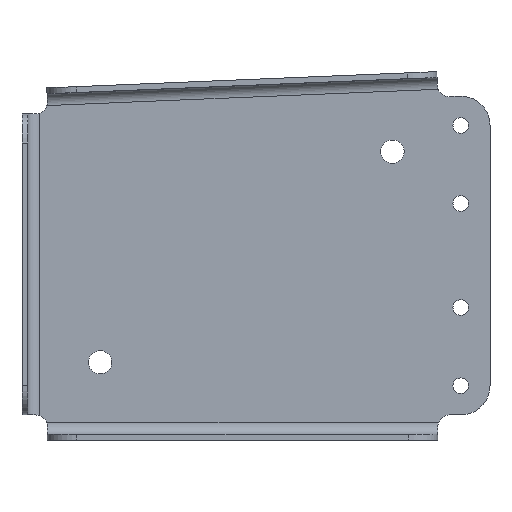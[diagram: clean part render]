
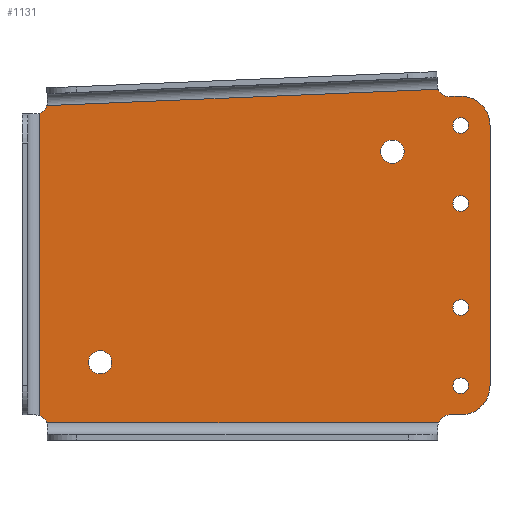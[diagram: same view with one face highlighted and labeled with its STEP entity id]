
A CAD part, top view. The second image highlights one B-rep face of the part: STEP entity #1131.
In plain terms, the highlighted planar face has unit normal (0, 0, 1).
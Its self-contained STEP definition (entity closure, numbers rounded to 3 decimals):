
#49=FACE_BOUND('',#204,.T.);
#50=FACE_BOUND('',#205,.T.);
#51=FACE_BOUND('',#206,.T.);
#52=FACE_BOUND('',#207,.T.);
#53=FACE_BOUND('',#208,.T.);
#54=FACE_BOUND('',#209,.T.);
#76=PLANE('',#1272);
#125=FACE_OUTER_BOUND('',#203,.T.);
#203=EDGE_LOOP('',(#947,#948,#949,#950,#951,#952,#953,#954,#955,#956,#957,
#958));
#204=EDGE_LOOP('',(#959));
#205=EDGE_LOOP('',(#960));
#206=EDGE_LOOP('',(#961));
#207=EDGE_LOOP('',(#962));
#208=EDGE_LOOP('',(#963));
#209=EDGE_LOOP('',(#964));
#269=LINE('',#1798,#347);
#295=LINE('',#1887,#373);
#296=LINE('',#1903,#374);
#298=LINE('',#1928,#376);
#299=LINE('',#1933,#377);
#300=LINE('',#1936,#378);
#347=VECTOR('',#1473,10.);
#373=VECTOR('',#1559,10.);
#374=VECTOR('',#1566,10.);
#376=VECTOR('',#1576,10.);
#377=VECTOR('',#1581,10.);
#378=VECTOR('',#1584,10.);
#401=CIRCLE('',#1185,3.);
#403=CIRCLE('',#1188,3.);
#405=CIRCLE('',#1191,2.);
#407=CIRCLE('',#1194,2.);
#409=CIRCLE('',#1197,2.);
#411=CIRCLE('',#1200,2.);
#430=CIRCLE('',#1233,7.5);
#448=CIRCLE('',#1263,7.5);
#449=CIRCLE('',#1266,3.);
#450=CIRCLE('',#1269,3.);
#452=CIRCLE('',#1273,3.);
#453=CIRCLE('',#1274,3.);
#477=VERTEX_POINT('',#1676);
#479=VERTEX_POINT('',#1682);
#481=VERTEX_POINT('',#1688);
#483=VERTEX_POINT('',#1694);
#485=VERTEX_POINT('',#1700);
#487=VERTEX_POINT('',#1706);
#515=VERTEX_POINT('',#1788);
#516=VERTEX_POINT('',#1790);
#518=VERTEX_POINT('',#1796);
#550=VERTEX_POINT('',#1881);
#551=VERTEX_POINT('',#1885);
#552=VERTEX_POINT('',#1889);
#553=VERTEX_POINT('',#1902);
#554=VERTEX_POINT('',#1906);
#556=VERTEX_POINT('',#1921);
#557=VERTEX_POINT('',#1930);
#558=VERTEX_POINT('',#1932);
#559=VERTEX_POINT('',#1934);
#589=EDGE_CURVE('',#477,#477,#401,.T.);
#592=EDGE_CURVE('',#479,#479,#403,.T.);
#595=EDGE_CURVE('',#481,#481,#405,.T.);
#598=EDGE_CURVE('',#483,#483,#407,.T.);
#601=EDGE_CURVE('',#485,#485,#409,.T.);
#604=EDGE_CURVE('',#487,#487,#411,.T.);
#645=EDGE_CURVE('',#515,#516,#430,.T.);
#649=EDGE_CURVE('',#518,#515,#269,.T.);
#690=EDGE_CURVE('',#550,#518,#448,.T.);
#693=EDGE_CURVE('',#550,#551,#295,.T.);
#694=EDGE_CURVE('',#551,#552,#449,.T.);
#697=EDGE_CURVE('',#553,#516,#296,.T.);
#699=EDGE_CURVE('',#554,#553,#450,.T.);
#704=EDGE_CURVE('',#552,#556,#298,.T.);
#705=EDGE_CURVE('',#556,#557,#452,.T.);
#706=EDGE_CURVE('',#557,#558,#299,.T.);
#707=EDGE_CURVE('',#558,#559,#453,.T.);
#708=EDGE_CURVE('',#559,#554,#300,.T.);
#947=ORIENTED_EDGE('',*,*,#645,.F.);
#948=ORIENTED_EDGE('',*,*,#649,.F.);
#949=ORIENTED_EDGE('',*,*,#690,.F.);
#950=ORIENTED_EDGE('',*,*,#693,.T.);
#951=ORIENTED_EDGE('',*,*,#694,.T.);
#952=ORIENTED_EDGE('',*,*,#704,.T.);
#953=ORIENTED_EDGE('',*,*,#705,.T.);
#954=ORIENTED_EDGE('',*,*,#706,.T.);
#955=ORIENTED_EDGE('',*,*,#707,.T.);
#956=ORIENTED_EDGE('',*,*,#708,.T.);
#957=ORIENTED_EDGE('',*,*,#699,.T.);
#958=ORIENTED_EDGE('',*,*,#697,.T.);
#959=ORIENTED_EDGE('',*,*,#589,.T.);
#960=ORIENTED_EDGE('',*,*,#592,.T.);
#961=ORIENTED_EDGE('',*,*,#595,.T.);
#962=ORIENTED_EDGE('',*,*,#598,.T.);
#963=ORIENTED_EDGE('',*,*,#601,.T.);
#964=ORIENTED_EDGE('',*,*,#604,.T.);
#1131=ADVANCED_FACE('',(#125,#49,#50,#51,#52,#53,#54),#76,.T.);
#1185=AXIS2_PLACEMENT_3D('',#1677,#1343,#1344);
#1188=AXIS2_PLACEMENT_3D('',#1683,#1350,#1351);
#1191=AXIS2_PLACEMENT_3D('',#1689,#1357,#1358);
#1194=AXIS2_PLACEMENT_3D('',#1695,#1364,#1365);
#1197=AXIS2_PLACEMENT_3D('',#1701,#1371,#1372);
#1200=AXIS2_PLACEMENT_3D('',#1707,#1378,#1379);
#1233=AXIS2_PLACEMENT_3D('',#1791,#1466,#1467);
#1263=AXIS2_PLACEMENT_3D('',#1882,#1553,#1554);
#1266=AXIS2_PLACEMENT_3D('',#1890,#1562,#1563);
#1269=AXIS2_PLACEMENT_3D('',#1907,#1570,#1571);
#1272=AXIS2_PLACEMENT_3D('',#1929,#1577,#1578);
#1273=AXIS2_PLACEMENT_3D('',#1931,#1579,#1580);
#1274=AXIS2_PLACEMENT_3D('',#1935,#1582,#1583);
#1343=DIRECTION('center_axis',(0.,0.,-1.));
#1344=DIRECTION('ref_axis',(1.,0.,0.));
#1350=DIRECTION('center_axis',(0.,0.,-1.));
#1351=DIRECTION('ref_axis',(1.,0.,0.));
#1357=DIRECTION('center_axis',(0.,0.,-1.));
#1358=DIRECTION('ref_axis',(1.,0.,0.));
#1364=DIRECTION('center_axis',(0.,0.,-1.));
#1365=DIRECTION('ref_axis',(1.,0.,0.));
#1371=DIRECTION('center_axis',(0.,0.,-1.));
#1372=DIRECTION('ref_axis',(1.,0.,0.));
#1378=DIRECTION('center_axis',(0.,0.,-1.));
#1379=DIRECTION('ref_axis',(1.,0.,0.));
#1466=DIRECTION('center_axis',(0.,0.,-1.));
#1467=DIRECTION('ref_axis',(0.707,-0.707,0.));
#1473=DIRECTION('',(0.,-1.,0.));
#1553=DIRECTION('center_axis',(0.,0.,-1.));
#1554=DIRECTION('ref_axis',(0.692,0.722,0.));
#1559=DIRECTION('',(-0.999,-0.042,0.));
#1562=DIRECTION('center_axis',(0.,0.,-1.));
#1563=DIRECTION('ref_axis',(0.042,-0.999,0.));
#1566=DIRECTION('',(1.,0.,0.));
#1570=DIRECTION('center_axis',(0.,0.,-1.));
#1571=DIRECTION('ref_axis',(-1.,0.,0.));
#1576=DIRECTION('',(-0.999,-0.042,0.));
#1577=DIRECTION('center_axis',(0.,0.,1.));
#1578=DIRECTION('ref_axis',(1.,0.,0.));
#1579=DIRECTION('center_axis',(0.,0.,-1.));
#1580=DIRECTION('ref_axis',(0.,-1.,0.));
#1581=DIRECTION('',(0.,-1.,0.));
#1582=DIRECTION('center_axis',(0.,0.,-1.));
#1583=DIRECTION('ref_axis',(1.,0.,0.));
#1584=DIRECTION('',(1.,0.,0.));
#1676=CARTESIAN_POINT('',(-41.328,-26.216,1.5));
#1677=CARTESIAN_POINT('Origin',(-38.328,-26.216,1.5));
#1682=CARTESIAN_POINT('',(33.568,27.724,1.5));
#1683=CARTESIAN_POINT('Origin',(36.568,27.724,1.5));
#1688=CARTESIAN_POINT('',(52.068,-12.216,1.5));
#1689=CARTESIAN_POINT('Origin',(54.068,-12.216,1.5));
#1694=CARTESIAN_POINT('',(52.068,34.459,1.5));
#1695=CARTESIAN_POINT('Origin',(54.068,34.459,1.5));
#1700=CARTESIAN_POINT('',(52.068,14.459,1.5));
#1701=CARTESIAN_POINT('Origin',(54.068,14.459,1.5));
#1706=CARTESIAN_POINT('',(52.068,-32.216,1.5));
#1707=CARTESIAN_POINT('Origin',(54.068,-32.216,1.5));
#1788=CARTESIAN_POINT('',(61.568,-32.216,1.5));
#1790=CARTESIAN_POINT('',(54.068,-39.716,1.5));
#1791=CARTESIAN_POINT('Origin',(54.068,-32.216,1.5));
#1796=CARTESIAN_POINT('',(61.568,34.459,1.5));
#1798=CARTESIAN_POINT('',(61.568,-22.466,1.5));
#1881=CARTESIAN_POINT('',(53.756,41.952,1.5));
#1882=CARTESIAN_POINT('Origin',(54.068,34.459,1.5));
#1885=CARTESIAN_POINT('',(51.205,41.846,1.5));
#1887=CARTESIAN_POINT('',(25.611,40.779,1.5));
#1889=CARTESIAN_POINT('',(48.296,43.726,1.5));
#1890=CARTESIAN_POINT('Origin',(51.08,44.843,1.5));
#1902=CARTESIAN_POINT('',(51.172,-39.716,1.5));
#1903=CARTESIAN_POINT('',(39.208,-39.716,1.5));
#1906=CARTESIAN_POINT('',(48.344,-41.716,1.5));
#1907=CARTESIAN_POINT('Origin',(51.172,-42.716,1.5));
#1921=CARTESIAN_POINT('',(-51.96,39.545,1.5));
#1928=CARTESIAN_POINT('',(30.845,42.999,1.5));
#1929=CARTESIAN_POINT('Origin',(1.62,1.284,1.5));
#1930=CARTESIAN_POINT('',(-53.828,37.598,1.5));
#1931=CARTESIAN_POINT('Origin',(-54.828,40.427,1.5));
#1932=CARTESIAN_POINT('',(-53.828,-39.888,1.5));
#1933=CARTESIAN_POINT('',(-53.828,22.534,1.5));
#1934=CARTESIAN_POINT('',(-51.999,-41.716,1.5));
#1935=CARTESIAN_POINT('Origin',(-54.828,-42.716,1.5));
#1936=CARTESIAN_POINT('',(-28.354,-41.716,1.5));
